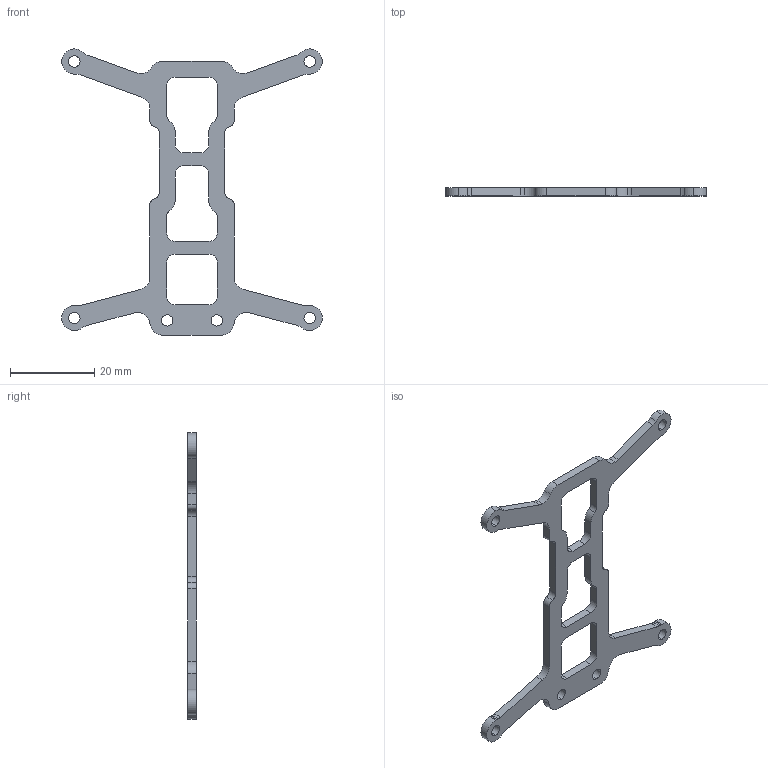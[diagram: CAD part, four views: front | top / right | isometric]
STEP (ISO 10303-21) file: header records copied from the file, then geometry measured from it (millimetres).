
FILE_DESCRIPTION (( 'STEP AP214' ), '1' );
FILE_NAME ('电池与外框固定架.STEP', '2022-05-21T11:05:28', ( '' ), ( '' ), 'SwSTEP 2.0', 'SolidWorks 2020', '' );
FILE_SCHEMA (( 'AUTOMOTIVE_DESIGN' ));
Length unit declared in the file: millimetre
Products named in the file (1): 电池与外框固定架
Bounding box: 61.86 x 2 x 67.95 mm (x, y, z)
Volume: 2279 mm3; surface area: 3338 mm2
Topology: 1 solids, 1 shells, 110 faces, 324 edges, 216 vertices
Faces by surface type: cylinder 76, plane 34
Entity records: 3810 total; most frequent: DIRECTION 698, CARTESIAN_POINT 651, ORIENTED_EDGE 648, EDGE_CURVE 324, AXIS2_PLACEMENT_3D 263, VERTEX_POINT 216, VECTOR 172, LINE 172
